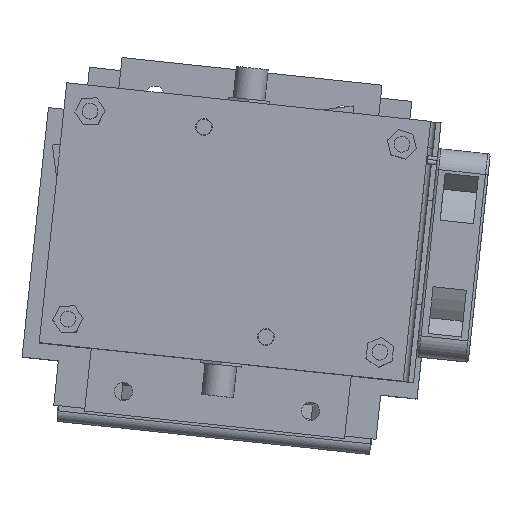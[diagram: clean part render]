
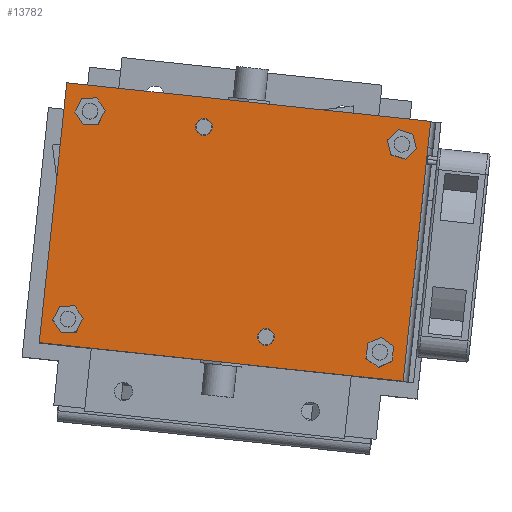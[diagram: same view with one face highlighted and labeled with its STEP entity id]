
A CAD part, top view. The second image highlights one B-rep face of the part: STEP entity #13782.
In plain terms, the highlighted planar face has unit normal (0, 0, 1).
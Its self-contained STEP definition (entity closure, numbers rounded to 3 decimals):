
#680=FACE_BOUND('',#2093,.T.);
#681=FACE_BOUND('',#2094,.T.);
#682=FACE_BOUND('',#2095,.T.);
#683=FACE_BOUND('',#2096,.T.);
#684=FACE_BOUND('',#2097,.T.);
#685=FACE_BOUND('',#2098,.T.);
#838=PLANE('',#14853);
#1276=FACE_OUTER_BOUND('',#2092,.T.);
#2092=EDGE_LOOP('',(#9566,#9567,#9568,#9569));
#2093=EDGE_LOOP('',(#9570));
#2094=EDGE_LOOP('',(#9571));
#2095=EDGE_LOOP('',(#9572));
#2096=EDGE_LOOP('',(#9573));
#2097=EDGE_LOOP('',(#9574));
#2098=EDGE_LOOP('',(#9575));
#3046=LINE('',#20567,#4173);
#3050=LINE('',#20575,#4177);
#3053=LINE('',#20581,#4180);
#3056=LINE('',#20586,#4183);
#4173=VECTOR('',#16520,10.);
#4177=VECTOR('',#16526,10.);
#4180=VECTOR('',#16531,10.);
#4183=VECTOR('',#16536,10.);
#5208=CIRCLE('',#14832,1.6);
#5210=CIRCLE('',#14835,1.6);
#5213=CIRCLE('',#14839,1.6);
#5215=CIRCLE('',#14842,1.6);
#5217=CIRCLE('',#14845,1.6);
#5219=CIRCLE('',#14848,1.6);
#5892=VERTEX_POINT('',#20529);
#5894=VERTEX_POINT('',#20535);
#5897=VERTEX_POINT('',#20543);
#5899=VERTEX_POINT('',#20549);
#5901=VERTEX_POINT('',#20555);
#5903=VERTEX_POINT('',#20561);
#5904=VERTEX_POINT('',#20565);
#5905=VERTEX_POINT('',#20566);
#5908=VERTEX_POINT('',#20574);
#5910=VERTEX_POINT('',#20580);
#7290=EDGE_CURVE('',#5892,#5892,#5208,.T.);
#7293=EDGE_CURVE('',#5894,#5894,#5210,.T.);
#7298=EDGE_CURVE('',#5897,#5897,#5213,.T.);
#7301=EDGE_CURVE('',#5899,#5899,#5215,.T.);
#7304=EDGE_CURVE('',#5901,#5901,#5217,.T.);
#7307=EDGE_CURVE('',#5903,#5903,#5219,.T.);
#7308=EDGE_CURVE('',#5904,#5905,#3046,.T.);
#7312=EDGE_CURVE('',#5905,#5908,#3050,.T.);
#7315=EDGE_CURVE('',#5908,#5910,#3053,.T.);
#7318=EDGE_CURVE('',#5910,#5904,#3056,.T.);
#9566=ORIENTED_EDGE('',*,*,#7308,.F.);
#9567=ORIENTED_EDGE('',*,*,#7318,.F.);
#9568=ORIENTED_EDGE('',*,*,#7315,.F.);
#9569=ORIENTED_EDGE('',*,*,#7312,.F.);
#9570=ORIENTED_EDGE('',*,*,#7290,.T.);
#9571=ORIENTED_EDGE('',*,*,#7293,.T.);
#9572=ORIENTED_EDGE('',*,*,#7298,.T.);
#9573=ORIENTED_EDGE('',*,*,#7301,.T.);
#9574=ORIENTED_EDGE('',*,*,#7304,.T.);
#9575=ORIENTED_EDGE('',*,*,#7307,.T.);
#13782=ADVANCED_FACE('',(#1276,#680,#681,#682,#683,#684,#685),#838,.T.);
#14832=AXIS2_PLACEMENT_3D('',#20530,#16478,#16479);
#14835=AXIS2_PLACEMENT_3D('',#20536,#16485,#16486);
#14839=AXIS2_PLACEMENT_3D('',#20545,#16495,#16496);
#14842=AXIS2_PLACEMENT_3D('',#20551,#16502,#16503);
#14845=AXIS2_PLACEMENT_3D('',#20557,#16509,#16510);
#14848=AXIS2_PLACEMENT_3D('',#20563,#16516,#16517);
#14853=AXIS2_PLACEMENT_3D('',#20588,#16538,#16539);
#16478=DIRECTION('center_axis',(0.,0.,-1.));
#16479=DIRECTION('ref_axis',(1.,0.,0.));
#16485=DIRECTION('center_axis',(0.,0.,-1.));
#16486=DIRECTION('ref_axis',(1.,0.,0.));
#16495=DIRECTION('center_axis',(0.,0.,-1.));
#16496=DIRECTION('ref_axis',(-1.,0.,0.));
#16502=DIRECTION('center_axis',(0.,0.,-1.));
#16503=DIRECTION('ref_axis',(-1.,0.,0.));
#16509=DIRECTION('center_axis',(0.,0.,-1.));
#16510=DIRECTION('ref_axis',(-1.,0.,0.));
#16516=DIRECTION('center_axis',(0.,0.,-1.));
#16517=DIRECTION('ref_axis',(-1.,0.,0.));
#16520=DIRECTION('',(0.,-1.,0.));
#16526=DIRECTION('',(-1.,0.,0.));
#16531=DIRECTION('',(0.,1.,0.));
#16536=DIRECTION('',(1.,0.,0.));
#16538=DIRECTION('center_axis',(0.,0.,1.));
#16539=DIRECTION('ref_axis',(1.,0.,0.));
#20529=CARTESIAN_POINT('',(-20.95,-8.015,1.));
#20530=CARTESIAN_POINT('Origin',(-19.35,-8.015,1.));
#20535=CARTESIAN_POINT('',(17.75,8.015,1.));
#20536=CARTESIAN_POINT('Origin',(19.35,8.015,1.));
#20543=CARTESIAN_POINT('',(21.6,-30.,1.));
#20545=CARTESIAN_POINT('Origin',(20.,-30.,1.));
#20549=CARTESIAN_POINT('',(-18.4,-30.,1.));
#20551=CARTESIAN_POINT('Origin',(-20.,-30.,1.));
#20555=CARTESIAN_POINT('',(21.6,30.,1.));
#20557=CARTESIAN_POINT('Origin',(20.,30.,1.));
#20561=CARTESIAN_POINT('',(-18.4,30.,1.));
#20563=CARTESIAN_POINT('Origin',(-20.,30.,1.));
#20565=CARTESIAN_POINT('',(25.,35.,1.));
#20566=CARTESIAN_POINT('',(25.,-35.,1.));
#20567=CARTESIAN_POINT('',(25.,35.,1.));
#20574=CARTESIAN_POINT('',(-25.,-35.,1.));
#20575=CARTESIAN_POINT('',(25.,-35.,1.));
#20580=CARTESIAN_POINT('',(-25.,35.,1.));
#20581=CARTESIAN_POINT('',(-25.,-35.,1.));
#20586=CARTESIAN_POINT('',(-25.,35.,1.));
#20588=CARTESIAN_POINT('Origin',(0.,0.,
1.));
